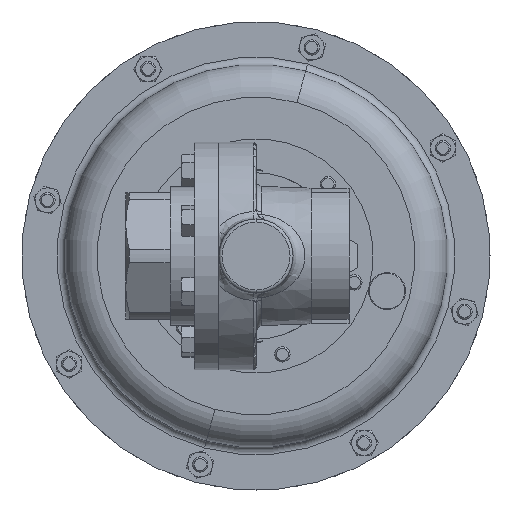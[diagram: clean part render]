
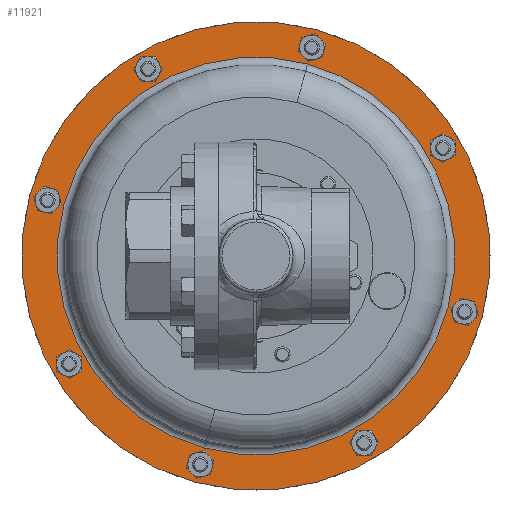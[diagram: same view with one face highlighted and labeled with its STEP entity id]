
A CAD part, front view. The second image highlights one B-rep face of the part: STEP entity #11921.
In plain terms, the highlighted planar face has unit normal (0, -1, 0).
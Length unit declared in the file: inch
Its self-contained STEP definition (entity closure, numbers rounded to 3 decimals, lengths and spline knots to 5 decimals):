
#877 = EDGE_LOOP ( 'NONE', ( #11881, #22582 ) ) ;
#1127 = EDGE_CURVE ( 'NONE', #15985, #27564, #13439, .T. ) ;
#1172 = EDGE_CURVE ( 'NONE', #25295, #5459, #20084, .T. ) ;
#1954 = DIRECTION ( 'NONE',  ( -0.259, 0., -0.966 ) ) ;
#2323 = DIRECTION ( 'NONE',  ( 0.259, 0., 0.966 ) ) ;
#2494 = DIRECTION ( 'NONE',  ( 0., 1., 0. ) ) ;
#2913 = FACE_BOUND ( 'NONE', #877, .T. ) ;
#4744 = DIRECTION ( 'NONE',  ( 0.259, 0., 0.966 ) ) ;
#4834 = DIRECTION ( 'NONE',  ( 0., 1., 0. ) ) ;
#5053 = CARTESIAN_POINT ( 'NONE',  ( 0., 8.2525, 0. ) ) ;
#5458 = EDGE_CURVE ( 'NONE', #5459, #25295, #23041, .T. ) ;
#5459 = VERTEX_POINT ( 'NONE', #18090 ) ;
#6370 = CARTESIAN_POINT ( 'NONE',  ( 4.58815, 8.2525, -1.22939 ) ) ;
#6732 = CARTESIAN_POINT ( 'NONE',  ( 1.22939, 8.2525, 4.58815 ) ) ;
#6980 = CARTESIAN_POINT ( 'NONE',  ( 1.04278, 8.2525, 3.89172 ) ) ;
#8580 = AXIS2_PLACEMENT_3D ( 'NONE', #15998, #2494, #18231 ) ;
#8654 = PLANE ( 'NONE',  #9035 ) ;
#8661 = AXIS2_PLACEMENT_3D ( 'NONE', #17565, #15319, #28682 ) ;
#8748 = AXIS2_PLACEMENT_3D ( 'NONE', #5053, #4834, #4744 ) ;
#9035 = AXIS2_PLACEMENT_3D ( 'NONE', #6370, #15428, #1954 ) ;
#11881 = ORIENTED_EDGE ( 'NONE', *, *, #1127, .T. ) ;
#11921 = ADVANCED_FACE ( 'NONE', ( #2913, #14211 ), #8654, .T. ) ;
#12331 = ORIENTED_EDGE ( 'NONE', *, *, #5458, .F. ) ;
#13439 = CIRCLE ( 'NONE', #28708, 4.029 ) ;
#14211 = FACE_OUTER_BOUND ( 'NONE', #27438, .T. ) ;
#15319 = DIRECTION ( 'NONE',  ( 0., 1., 0. ) ) ;
#15428 = DIRECTION ( 'NONE',  ( 0., -1., 0. ) ) ;
#15581 = ORIENTED_EDGE ( 'NONE', *, *, #1172, .F. ) ;
#15985 = VERTEX_POINT ( 'NONE', #6980 ) ;
#15998 = CARTESIAN_POINT ( 'NONE',  ( 0., 8.2525, 0. ) ) ;
#17565 = CARTESIAN_POINT ( 'NONE',  ( 0., 8.2525, 0. ) ) ;
#18090 = CARTESIAN_POINT ( 'NONE',  ( -1.22939, 8.2525, -4.58815 ) ) ;
#18231 = DIRECTION ( 'NONE',  ( 0.259, 0., 0.966 ) ) ;
#20084 = CIRCLE ( 'NONE', #8661, 4.75 ) ;
#20304 = DIRECTION ( 'NONE',  ( 0., 1., 0. ) ) ;
#21475 = CIRCLE ( 'NONE', #8580, 4.029 ) ;
#22556 = CARTESIAN_POINT ( 'NONE',  ( 0., 8.2525, 0. ) ) ;
#22582 = ORIENTED_EDGE ( 'NONE', *, *, #27786, .T. ) ;
#23041 = CIRCLE ( 'NONE', #8748, 4.75 ) ;
#25295 = VERTEX_POINT ( 'NONE', #6732 ) ;
#26084 = CARTESIAN_POINT ( 'NONE',  ( -1.04278, 8.2525, -3.89172 ) ) ;
#27438 = EDGE_LOOP ( 'NONE', ( #15581, #12331 ) ) ;
#27564 = VERTEX_POINT ( 'NONE', #26084 ) ;
#27786 = EDGE_CURVE ( 'NONE', #27564, #15985, #21475, .T. ) ;
#28682 = DIRECTION ( 'NONE',  ( 0.259, 0., 0.966 ) ) ;
#28708 = AXIS2_PLACEMENT_3D ( 'NONE', #22556, #20304, #2323 ) ;
